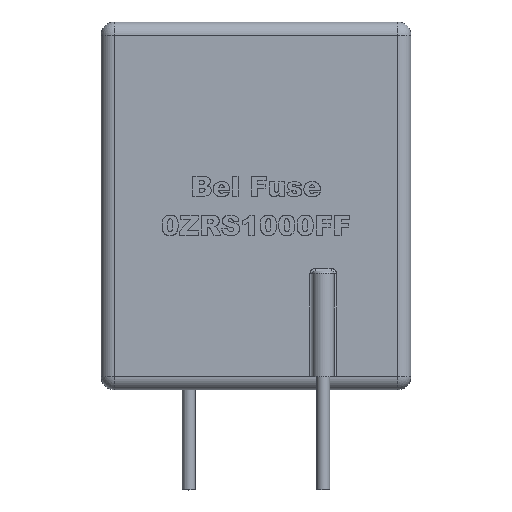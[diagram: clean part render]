
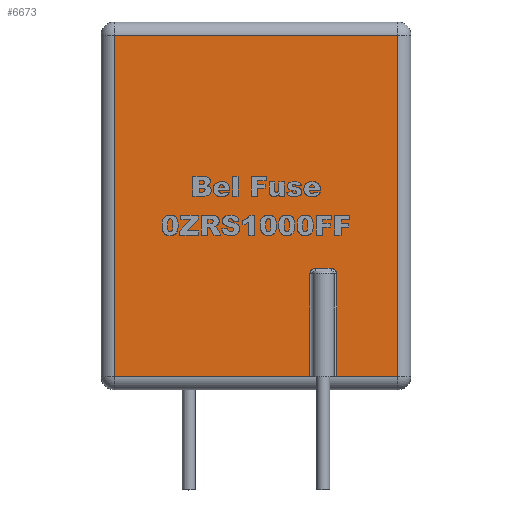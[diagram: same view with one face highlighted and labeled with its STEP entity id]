
A CAD part, top view. The second image highlights one B-rep face of the part: STEP entity #6673.
In plain terms, the highlighted planar face has unit normal (0, 0, 1).
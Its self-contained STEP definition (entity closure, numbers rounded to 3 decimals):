
#79=PLANE('',#7111);
#219=LINE('',#8328,#754);
#220=LINE('',#8374,#755);
#222=LINE('',#8377,#757);
#224=LINE('',#8384,#759);
#225=LINE('',#8386,#760);
#226=LINE('',#8388,#761);
#227=LINE('',#8390,#762);
#228=LINE('',#8391,#763);
#754=VECTOR('',#7325,10.);
#755=VECTOR('',#7334,10.);
#757=VECTOR('',#7338,10.);
#759=VECTOR('',#7348,10.);
#760=VECTOR('',#7349,10.);
#761=VECTOR('',#7350,10.);
#762=VECTOR('',#7351,10.);
#763=VECTOR('',#7352,10.);
#1316=FACE_OUTER_BOUND('',#1715,.T.);
#1715=EDGE_LOOP('',(#4379,#4380,#4381,#4382,#4383,#4384,#4385,#4386,#4387,
#4388));
#2172=B_SPLINE_CURVE_WITH_KNOTS('',3,(#8309,#8310,#8311,#8312,#8313),
 .UNSPECIFIED.,.F.,.F.,(4,1,4),(-0.064,-0.032,
0.),.UNSPECIFIED.);
#2175=B_SPLINE_CURVE_WITH_KNOTS('',3,(#8364,#8365,#8366,#8367,#8368),
 .UNSPECIFIED.,.F.,.F.,(4,1,4),(-0.064,-0.032,
0.),.UNSPECIFIED.);
#2632=VERTEX_POINT('',#8307);
#2633=VERTEX_POINT('',#8308);
#2636=VERTEX_POINT('',#8324);
#2640=VERTEX_POINT('',#8361);
#2641=VERTEX_POINT('',#8363);
#2642=VERTEX_POINT('',#8371);
#2644=VERTEX_POINT('',#8383);
#2645=VERTEX_POINT('',#8385);
#2646=VERTEX_POINT('',#8387);
#2647=VERTEX_POINT('',#8389);
#3314=EDGE_CURVE('',#2632,#2633,#2172,.T.);
#3320=EDGE_CURVE('',#2633,#2636,#219,.T.);
#3323=EDGE_CURVE('',#2640,#2641,#2175,.T.);
#3326=EDGE_CURVE('',#2642,#2640,#220,.T.);
#3328=EDGE_CURVE('',#2641,#2632,#222,.T.);
#3332=EDGE_CURVE('',#2644,#2642,#224,.T.);
#3333=EDGE_CURVE('',#2645,#2644,#225,.T.);
#3334=EDGE_CURVE('',#2646,#2645,#226,.T.);
#3335=EDGE_CURVE('',#2647,#2646,#227,.T.);
#3336=EDGE_CURVE('',#2636,#2647,#228,.T.);
#4379=ORIENTED_EDGE('',*,*,#3320,.F.);
#4380=ORIENTED_EDGE('',*,*,#3314,.F.);
#4381=ORIENTED_EDGE('',*,*,#3328,.F.);
#4382=ORIENTED_EDGE('',*,*,#3323,.F.);
#4383=ORIENTED_EDGE('',*,*,#3326,.F.);
#4384=ORIENTED_EDGE('',*,*,#3332,.F.);
#4385=ORIENTED_EDGE('',*,*,#3333,.F.);
#4386=ORIENTED_EDGE('',*,*,#3334,.F.);
#4387=ORIENTED_EDGE('',*,*,#3335,.F.);
#4388=ORIENTED_EDGE('',*,*,#3336,.F.);
#6673=ADVANCED_FACE('',(#1316),#79,.T.);
#7111=AXIS2_PLACEMENT_3D('',#8382,#7346,#7347);
#7325=DIRECTION('',(0.,-1.,0.));
#7334=DIRECTION('',(0.,1.,0.));
#7338=DIRECTION('',(-1.,0.,0.));
#7346=DIRECTION('center_axis',(0.,0.,1.));
#7347=DIRECTION('ref_axis',(1.,0.,0.));
#7348=DIRECTION('',(-1.,0.,0.));
#7349=DIRECTION('',(0.,-1.,0.));
#7350=DIRECTION('',(1.,0.,0.));
#7351=DIRECTION('',(0.,1.,0.));
#7352=DIRECTION('',(-1.,0.,0.));
#8307=CARTESIAN_POINT('',(4.5,-4.75,1.5));
#8308=CARTESIAN_POINT('',(4.091,-5.15,1.5));
#8309=CARTESIAN_POINT('Ctrl Pts',(4.5,-4.75,1.5));
#8310=CARTESIAN_POINT('Ctrl Pts',(4.394,-4.75,1.5));
#8311=CARTESIAN_POINT('Ctrl Pts',(4.182,-4.833,1.5));
#8312=CARTESIAN_POINT('Ctrl Pts',(4.091,-5.044,1.5));
#8313=CARTESIAN_POINT('Ctrl Pts',(4.091,-5.15,1.5));
#8324=CARTESIAN_POINT('',(4.091,-12.95,1.5));
#8328=CARTESIAN_POINT('',(4.091,-4.95,1.5));
#8361=CARTESIAN_POINT('',(6.109,-5.15,1.5));
#8363=CARTESIAN_POINT('',(5.7,-4.75,1.5));
#8364=CARTESIAN_POINT('Ctrl Pts',(6.109,-5.15,1.5));
#8365=CARTESIAN_POINT('Ctrl Pts',(6.109,-5.044,1.5));
#8366=CARTESIAN_POINT('Ctrl Pts',(6.018,-4.833,1.5));
#8367=CARTESIAN_POINT('Ctrl Pts',(5.806,-4.75,1.5));
#8368=CARTESIAN_POINT('Ctrl Pts',(5.7,-4.75,1.5));
#8371=CARTESIAN_POINT('',(6.109,-12.95,1.5));
#8374=CARTESIAN_POINT('',(6.109,-4.95,1.5));
#8377=CARTESIAN_POINT('',(2.55,-4.75,1.5));
#8382=CARTESIAN_POINT('Origin',(0.,0.,1.5));
#8383=CARTESIAN_POINT('',(10.75,-12.95,1.5));
#8384=CARTESIAN_POINT('',(-5.875,-12.95,1.5));
#8385=CARTESIAN_POINT('',(10.75,12.95,1.5));
#8386=CARTESIAN_POINT('',(10.75,-6.975,1.5));
#8387=CARTESIAN_POINT('',(-10.75,12.95,1.5));
#8388=CARTESIAN_POINT('',(5.875,12.95,1.5));
#8389=CARTESIAN_POINT('',(-10.75,-12.95,1.5));
#8390=CARTESIAN_POINT('',(-10.75,6.975,1.5));
#8391=CARTESIAN_POINT('',(-5.875,-12.95,1.5));
